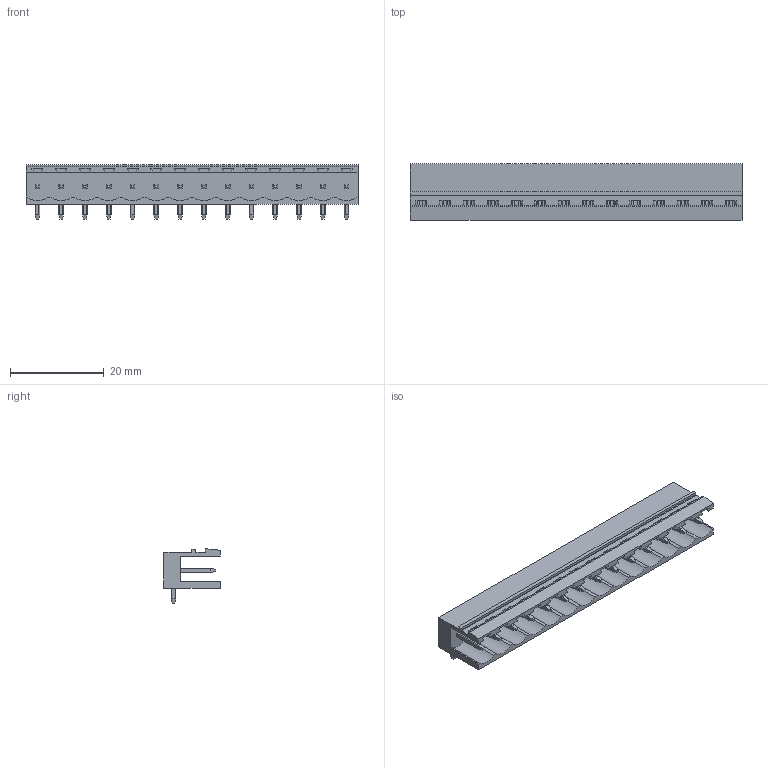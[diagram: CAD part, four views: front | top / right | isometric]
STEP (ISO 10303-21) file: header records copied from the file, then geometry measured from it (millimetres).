
FILE_DESCRIPTION(('CATIA V5 STEP Exchange','CAx-IF Rec.Pracs.--- Model Styling and Organization---1.2---2011-12-15'),'2;1');
FILE_NAME ('D1449008_0', '2018-10-25T10:22:09+00:00', ('none'), ('Weidmueller'), 'CATIA Version 5-6 Release 2014', 'CATIA V5 STEP AP214', 'none');
FILE_SCHEMA(('AUTOMOTIVE_DESIGN { 1 0 10303 214 1 1 1 1 }'));
Length unit declared in the file: millimetre
Products named in the file (1): 1146990000
Bounding box: 70.92 x 12 x 11.63 mm (x, y, z)
Volume: 3230.3 mm3; surface area: 5417.9 mm2
Topology: 15 solids, 15 shells, 691 faces, 1927 edges, 1238 vertices
Faces by surface type: plane 451, cylinder 240
Entity records: 20072 total; most frequent: CARTESIAN_POINT 4605, ORIENTED_EDGE 3854, DIRECTION 2167, EDGE_CURVE 1921, VECTOR 1333, LINE 1333, VERTEX_POINT 1230, EDGE_LOOP 719
